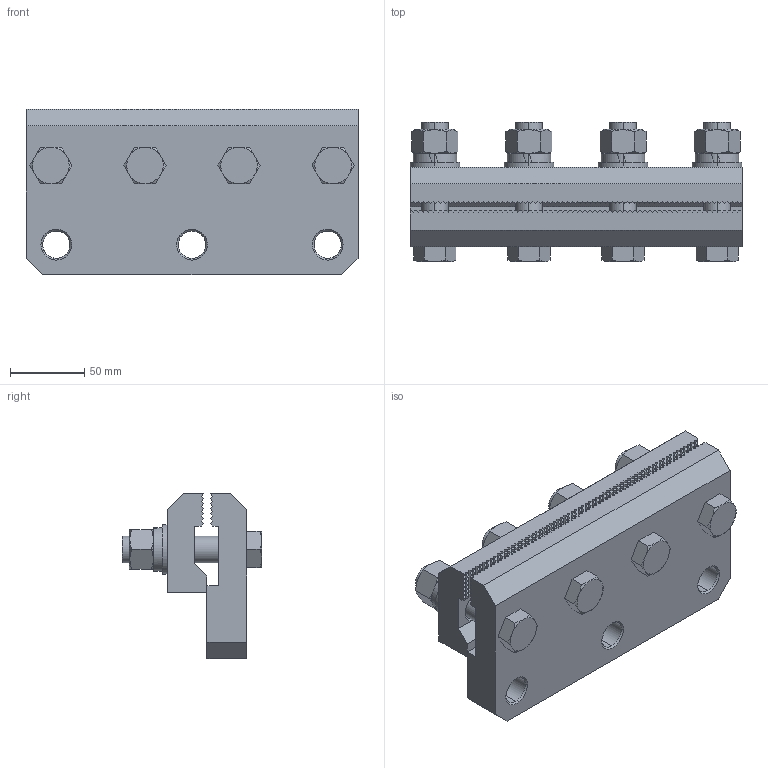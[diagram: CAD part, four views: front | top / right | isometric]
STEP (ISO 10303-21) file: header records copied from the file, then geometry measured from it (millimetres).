
FILE_DESCRIPTION(('FreeCAD Model'),'2;1');
FILE_NAME('Open CASCADE Shape Model','2025-05-08T08:44:33',('FreeCAD'),( 'FreeCAD'),'Open CASCADE STEP processor 7.6','FreeCAD','Unknown');
FILE_SCHEMA(('AUTOMOTIVE_DESIGN { 1 0 10303 214 1 1 1 1 }'));
Products named in the file (1): Open CASCADE STEP translator 7.6 1
Bounding box: 223.94 x 94.06 x 111.97 mm (x, y, z)
Volume: 975450.9 mm3; surface area: 175147.7 mm2
Topology: 18 solids, 18 shells, 4016 faces, 6678 edges, 2698 vertices
Faces by surface type: bspline 4016
Entity records: 79490 total; most frequent: CARTESIAN_POINT 34287, ORIENTED_EDGE 13356, EDGE_CURVE 6678, B_SPLINE_CURVE_WITH_KNOTS 6430, FACE_BOUND 4054, EDGE_LOOP 4054, ADVANCED_FACE 4016, B_SPLINE_SURFACE_WITH_KNOTS 3866
